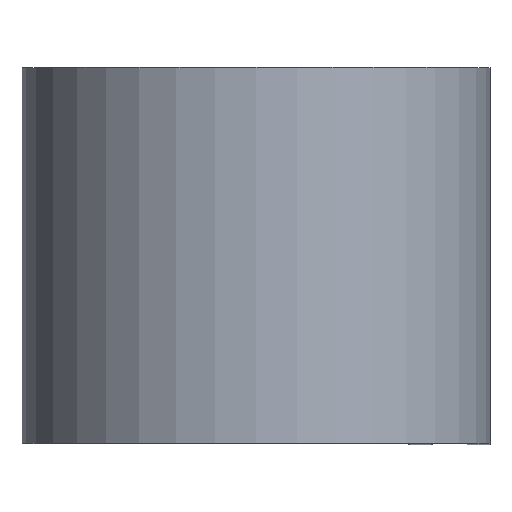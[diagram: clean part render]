
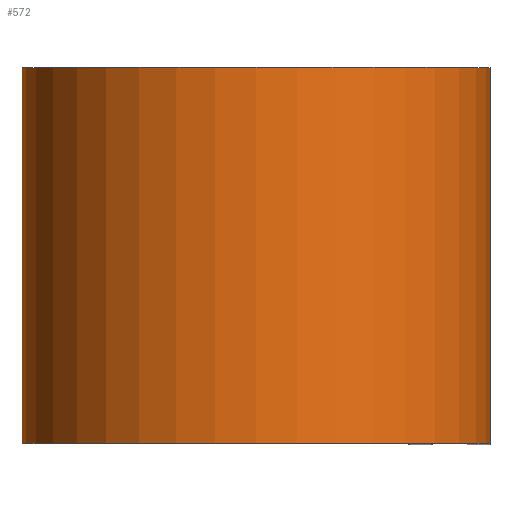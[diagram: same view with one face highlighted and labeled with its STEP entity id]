
A CAD part, top view. The second image highlights one B-rep face of the part: STEP entity #572.
In plain terms, the highlighted cylindrical face has radius 15.812 mm (diameter 31.623 mm), a partial arc.
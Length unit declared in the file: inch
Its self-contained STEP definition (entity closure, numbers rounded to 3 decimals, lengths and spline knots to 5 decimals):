
#67 = VERTEX_POINT ( 'NONE', #618 ) ;
#81 = VECTOR ( 'NONE', #451, 39.37008 ) ;
#94 = LINE ( 'NONE', #488, #81 ) ;
#96 = CARTESIAN_POINT ( 'NONE',  ( 0., -0.5, 0. ) ) ;
#99 = ORIENTED_EDGE ( 'NONE', *, *, #174, .T. ) ;
#169 = DIRECTION ( 'NONE',  ( 1., 0., 0. ) ) ;
#174 = EDGE_CURVE ( 'NONE', #469, #301, #272, .T. ) ;
#208 = AXIS2_PLACEMENT_3D ( 'NONE', #96, #457, #169 ) ;
#233 = CIRCLE ( 'NONE', #442, 0.6225 ) ;
#256 = VECTOR ( 'NONE', #525, 39.37008 ) ;
#257 = EDGE_CURVE ( 'NONE', #469, #67, #233, .T. ) ;
#270 = ORIENTED_EDGE ( 'NONE', *, *, #489, .F. ) ;
#272 = LINE ( 'NONE', #496, #256 ) ;
#301 = VERTEX_POINT ( 'NONE', #437 ) ;
#305 = VERTEX_POINT ( 'NONE', #409 ) ;
#371 = DIRECTION ( 'NONE',  ( 1., 0., 0. ) ) ;
#382 = CARTESIAN_POINT ( 'NONE',  ( 0., 0.5, 0. ) ) ;
#392 = ORIENTED_EDGE ( 'NONE', *, *, #605, .T. ) ;
#397 = DIRECTION ( 'NONE',  ( 0., 1., 0. ) ) ;
#409 = CARTESIAN_POINT ( 'NONE',  ( 0.6225, -0.5, 0. ) ) ;
#418 = DIRECTION ( 'NONE',  ( 0., -1., 0. ) ) ;
#431 = CARTESIAN_POINT ( 'NONE',  ( 0., 0.5, -0.6225 ) ) ;
#435 = EDGE_LOOP ( 'NONE', ( #392, #270, #524, #99 ) ) ;
#437 = CARTESIAN_POINT ( 'NONE',  ( 0., -0.5, -0.6225 ) ) ;
#442 = AXIS2_PLACEMENT_3D ( 'NONE', #581, #397, #371 ) ;
#448 = AXIS2_PLACEMENT_3D ( 'NONE', #382, #418, #589 ) ;
#451 = DIRECTION ( 'NONE',  ( 0., -1., 0. ) ) ;
#457 = DIRECTION ( 'NONE',  ( 0., 1., 0. ) ) ;
#469 = VERTEX_POINT ( 'NONE', #431 ) ;
#488 = CARTESIAN_POINT ( 'NONE',  ( 0.6225, 0.5, 0. ) ) ;
#489 = EDGE_CURVE ( 'NONE', #67, #305, #94, .T. ) ;
#496 = CARTESIAN_POINT ( 'NONE',  ( 0., 0.5, -0.6225 ) ) ;
#524 = ORIENTED_EDGE ( 'NONE', *, *, #257, .F. ) ;
#525 = DIRECTION ( 'NONE',  ( 0., -1., 0. ) ) ;
#527 = CYLINDRICAL_SURFACE ( 'NONE', #448, 0.6225 ) ;
#543 = CIRCLE ( 'NONE', #208, 0.6225 ) ;
#568 = FACE_OUTER_BOUND ( 'NONE', #435, .T. ) ;
#572 = ADVANCED_FACE ( 'NONE', ( #568 ), #527, .T. ) ;
#581 = CARTESIAN_POINT ( 'NONE',  ( 0., 0.5, 0. ) ) ;
#589 = DIRECTION ( 'NONE',  ( 0., 0., -1. ) ) ;
#605 = EDGE_CURVE ( 'NONE', #301, #305, #543, .T. ) ;
#618 = CARTESIAN_POINT ( 'NONE',  ( 0.6225, 0.5, 0. ) ) ;
